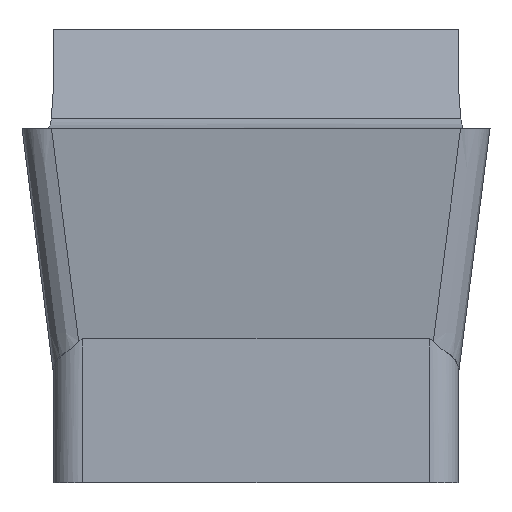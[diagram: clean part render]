
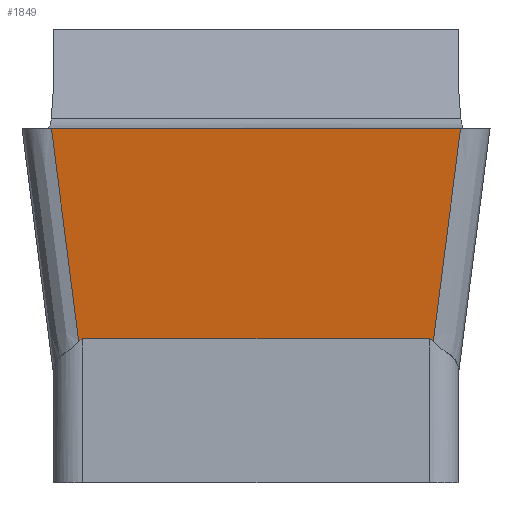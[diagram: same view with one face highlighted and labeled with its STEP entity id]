
A CAD part, front view. The second image highlights one B-rep face of the part: STEP entity #1849.
In plain terms, the highlighted planar face has unit normal (0, -0.993, -0.122).
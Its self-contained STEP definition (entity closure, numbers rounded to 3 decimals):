
#569=CARTESIAN_POINT('',(2.775,0.,
0.));
#574=DIRECTION('',(-1.,0.,0.));
#575=VECTOR('',#574,5.55);
#576=CARTESIAN_POINT('',(2.775,0.,
0.));
#577=LINE('',#576,#575);
#676=CARTESIAN_POINT('',(2.405,0.354,-2.882));
#695=CARTESIAN_POINT('',(2.35,0.35,-2.851));
#696=CARTESIAN_POINT('',(2.373,0.35,-2.851));
#697=CARTESIAN_POINT('',(2.39,0.352,-2.864));
#698=CARTESIAN_POINT('',(2.405,0.354,-2.882));
#703=DIRECTION('',(1.,0.,0.));
#704=VECTOR('',#703,4.7);
#705=CARTESIAN_POINT('',(-2.35,0.35,-2.851));
#706=LINE('',#705,#704);
#710=DIRECTION('',(-0.126,0.121,-0.985));
#711=VECTOR('',#710,2.927);
#712=CARTESIAN_POINT('',(2.775,0.,
0.));
#713=LINE('',#712,#711);
#717=DIRECTION('',(-0.126,-0.121,0.985));
#718=VECTOR('',#717,2.927);
#719=CARTESIAN_POINT('',(-2.405,0.354,
-2.882));
#720=LINE('',#719,#718);
#724=CARTESIAN_POINT('',(-2.405,0.354,
-2.882));
#725=CARTESIAN_POINT('',(-2.39,0.352,
-2.864));
#726=CARTESIAN_POINT('',(-2.373,0.35,
-2.851));
#727=CARTESIAN_POINT('',(-2.35,0.35,-2.851));
#965=VERTEX_POINT('',#569);
#966=CARTESIAN_POINT('',(-2.775,0.,
0.));
#967=VERTEX_POINT('',#966);
#975=VERTEX_POINT('',#676);
#976=CARTESIAN_POINT('',(2.35,0.35,-2.851));
#977=VERTEX_POINT('',#976);
#978=CARTESIAN_POINT('',(-2.35,0.35,-2.851));
#979=VERTEX_POINT('',#978);
#980=VERTEX_POINT('',#724);
#1834=CARTESIAN_POINT('',(3.775,0.212,-1.725));
#1835=DIRECTION('',(0.,-0.993,-0.122));
#1836=DIRECTION('',(0.,-0.122,0.993));
#1837=AXIS2_PLACEMENT_3D('',#1834,#1835,#1836);
#1838=PLANE('',#1837);
#1839=ORIENTED_EDGE('',*,*,#1685,.F.);
#1840=ORIENTED_EDGE('',*,*,#1761,.T.);
#1841=ORIENTED_EDGE('',*,*,#1788,.F.);
#1842=ORIENTED_EDGE('',*,*,#1813,.F.);
#1844=ORIENTED_EDGE('',*,*,#1843,.F.);
#1846=ORIENTED_EDGE('',*,*,#1845,.T.);
#1847=EDGE_LOOP('',(#1839,#1840,#1841,#1842,#1844,#1846));
#1848=FACE_OUTER_BOUND('',#1847,.F.);
#699=B_SPLINE_CURVE_WITH_KNOTS('',3,(#695,#696,#697,#698),.UNSPECIFIED.,.F.,.F.,
(4,4),(0.,1.),.UNSPECIFIED.);
#728=B_SPLINE_CURVE_WITH_KNOTS('',3,(#724,#725,#726,#727),.UNSPECIFIED.,.F.,.F.,
(4,4),(0.,1.),.UNSPECIFIED.);
#1685=EDGE_CURVE('',#965,#967,#577,.T.);
#1761=EDGE_CURVE('',#965,#975,#713,.T.);
#1788=EDGE_CURVE('',#977,#975,#699,.T.);
#1813=EDGE_CURVE('',#979,#977,#706,.T.);
#1843=EDGE_CURVE('',#980,#979,#728,.T.);
#1845=EDGE_CURVE('',#980,#967,#720,.T.);
#1849=ADVANCED_FACE('',(#1848),#1838,.T.);
